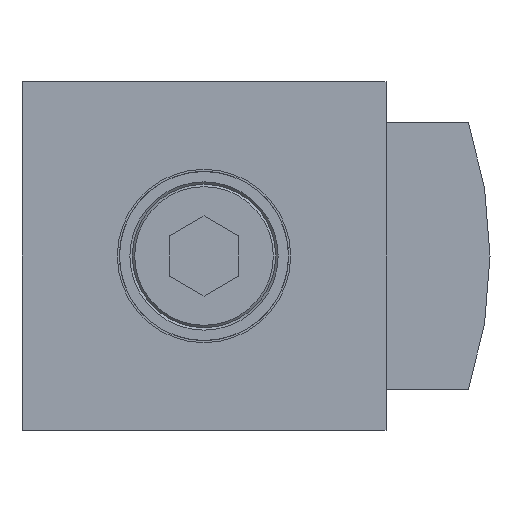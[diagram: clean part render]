
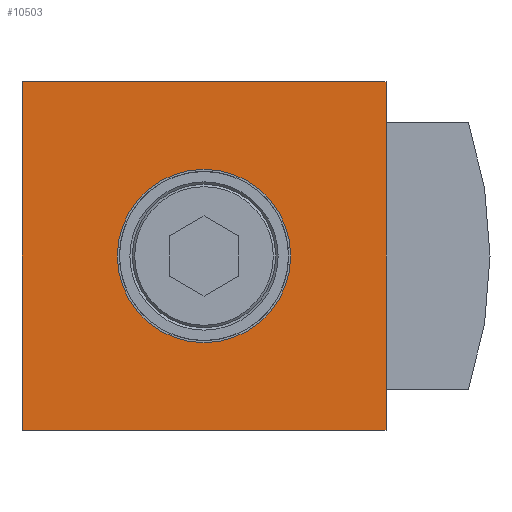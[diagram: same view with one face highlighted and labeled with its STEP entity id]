
A CAD part, front view. The second image highlights one B-rep face of the part: STEP entity #10503.
In plain terms, the highlighted planar face has unit normal (0, -1, 0).
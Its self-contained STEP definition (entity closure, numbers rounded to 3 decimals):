
#155=PLANE('',#11043);
#444=LINE('',#13806,#1260);
#550=LINE('',#14028,#1366);
#565=LINE('',#14066,#1381);
#635=LINE('',#14319,#1451);
#1260=VECTOR('',#11593,1000.);
#1366=VECTOR('',#11765,1000.);
#1381=VECTOR('',#11794,1000.);
#1451=VECTOR('',#12000,1000.);
#2711=ORIENTED_EDGE('',*,*,#4808,.F.);
#2712=ORIENTED_EDGE('',*,*,#4408,.F.);
#2713=ORIENTED_EDGE('',*,*,#4522,.F.);
#2714=ORIENTED_EDGE('',*,*,#4665,.F.);
#2715=ORIENTED_EDGE('',*,*,#4542,.F.);
#4408=EDGE_CURVE('',#5529,#5530,#444,.T.);
#4522=EDGE_CURVE('',#5612,#5529,#550,.T.);
#4542=EDGE_CURVE('',#5530,#5629,#565,.T.);
#4665=EDGE_CURVE('',#5629,#5612,#635,.T.);
#4808=EDGE_CURVE('',#5858,#5858,#6313,.T.);
#5529=VERTEX_POINT('',#13805);
#5530=VERTEX_POINT('',#13807);
#5612=VERTEX_POINT('',#14027);
#5629=VERTEX_POINT('',#14067);
#5858=VERTEX_POINT('',#14603);
#6313=CIRCLE('',#11044,10.);
#6529=EDGE_LOOP('',(#2711));
#6530=EDGE_LOOP('',(#2712,#2713,#2714,#2715));
#7003=FACE_BOUND('',#6529,.T.);
#7004=FACE_BOUND('',#6530,.T.);
#10503=ADVANCED_FACE('',(#7003,#7004),#155,.F.);
#11043=AXIS2_PLACEMENT_3D('',#14601,#12231,#12232);
#11044=AXIS2_PLACEMENT_3D('',#14602,#12233,#12234);
#11593=DIRECTION('',(0.,0.,1.));
#11765=DIRECTION('',(-1.,0.,0.));
#11794=DIRECTION('',(1.,0.,0.));
#12000=DIRECTION('',(0.,0.,-1.));
#12231=DIRECTION('',(0.,1.,0.));
#12232=DIRECTION('',(0.,0.,1.));
#12233=DIRECTION('',(0.,-1.,0.));
#12234=DIRECTION('',(0.,0.,-1.));
#13805=CARTESIAN_POINT('',(-21.,-31.5,-20.1));
#13806=CARTESIAN_POINT('',(-21.,-31.5,-20.1));
#13807=CARTESIAN_POINT('',(-21.,-31.5,20.1));
#14027=CARTESIAN_POINT('',(21.,-31.5,-20.1));
#14028=CARTESIAN_POINT('',(21.,-31.5,-20.1));
#14066=CARTESIAN_POINT('',(-21.,-31.5,20.1));
#14067=CARTESIAN_POINT('',(21.,-31.5,20.1));
#14319=CARTESIAN_POINT('',(21.,-31.5,20.1));
#14601=CARTESIAN_POINT('',(0.,-31.5,0.));
#14602=CARTESIAN_POINT('',(0.,-31.5,0.));
#14603=CARTESIAN_POINT('',(0.,-31.5,-10.));
